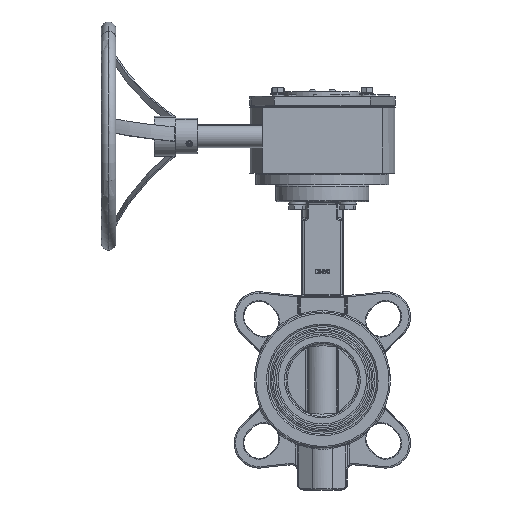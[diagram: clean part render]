
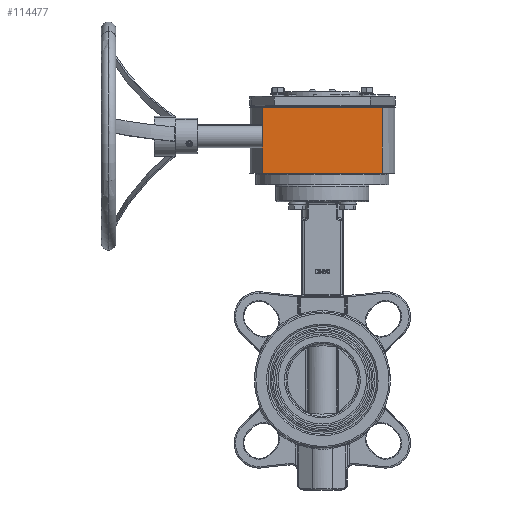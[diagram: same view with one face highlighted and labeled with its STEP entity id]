
A CAD part, front view. The second image highlights one B-rep face of the part: STEP entity #114477.
In plain terms, the highlighted planar face has unit normal (0, -1, 0).
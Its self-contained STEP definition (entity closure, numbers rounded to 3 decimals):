
#114438=CARTESIAN_POINT('',(0.,-72.,144.5));
#114439=DIRECTION('',(0.,-1.,0.));
#114440=DIRECTION('',(-0.,-0.,-1.));
#114441=AXIS2_PLACEMENT_3D('',#114438,#114439,#114440);
#114442=PLANE('',#114441);
#114443=CARTESIAN_POINT('',(-42.,-72.,190.5));
#114444=VERTEX_POINT('',#114443);
#114445=CARTESIAN_POINT('',(42.,-72.,190.5));
#114446=VERTEX_POINT('',#114445);
#114447=CARTESIAN_POINT('',(-42.,-72.,190.5));
#114448=DIRECTION('',(1.,0.,-0.));
#114449=VECTOR('',#114448,84.);
#114450=LINE('',#114447,#114449);
#114451=EDGE_CURVE('',#114444,#114446,#114450,.T.);
#114452=ORIENTED_EDGE('',*,*,#114451,.F.);
#114453=CARTESIAN_POINT('',(-42.,-72.,144.5));
#114454=VERTEX_POINT('',#114453);
#114455=CARTESIAN_POINT('',(-42.,-72.,144.5));
#114456=DIRECTION('',(0.,0.,1.));
#114457=VECTOR('',#114456,46.);
#114458=LINE('',#114455,#114457);
#114459=EDGE_CURVE('',#114454,#114444,#114458,.T.);
#114460=ORIENTED_EDGE('',*,*,#114459,.F.);
#114461=CARTESIAN_POINT('',(42.,-72.,144.5));
#114462=VERTEX_POINT('',#114461);
#114463=CARTESIAN_POINT('',(-42.,-72.,144.5));
#114464=DIRECTION('',(1.,0.,-0.));
#114465=VECTOR('',#114464,84.);
#114466=LINE('',#114463,#114465);
#114467=EDGE_CURVE('',#114454,#114462,#114466,.T.);
#114468=ORIENTED_EDGE('',*,*,#114467,.T.);
#114469=CARTESIAN_POINT('',(42.,-72.,144.5));
#114470=DIRECTION('',(0.,0.,1.));
#114471=VECTOR('',#114470,46.);
#114472=LINE('',#114469,#114471);
#114473=EDGE_CURVE('',#114462,#114446,#114472,.T.);
#114474=ORIENTED_EDGE('',*,*,#114473,.T.);
#114475=EDGE_LOOP('',(#114452,#114460,#114468,#114474));
#114476=FACE_BOUND('',#114475,.T.);
#114477=ADVANCED_FACE('',(#114476),#114442,.T.);
